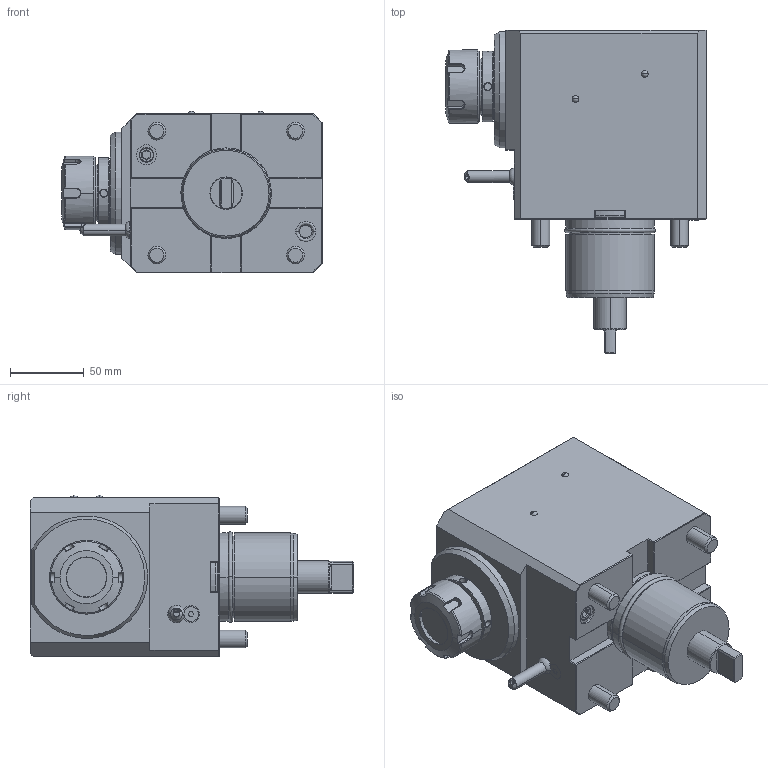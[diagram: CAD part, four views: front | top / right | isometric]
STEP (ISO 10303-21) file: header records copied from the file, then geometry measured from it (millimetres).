
FILE_DESCRIPTION((''),'2;1');
FILE_NAME('NGT2_60_201_32_1_3_90_MS','2018-11-15T',('vali'),('NOVA GRUP'),'PRO/ENGINEER BY PARAMETRIC TECHNOLOGY CORPORATION, 2010280','PRO/ENGINEER BY PARAMETRIC TECHNOLOGY CORPORATION, 2010280','');
FILE_SCHEMA(('CONFIG_CONTROL_DESIGN'));
Length unit declared in the file: millimetre
Products named in the file (1): NGT2_60_201_32_1_3_90_MS
Bounding box: 176.3 x 219 x 109.6 mm (x, y, z)
Volume: 2060484.4 mm3; surface area: 121261 mm2
Topology: 2 solids, 2 shells, 326 faces, 791 edges, 483 vertices
Faces by surface type: plane 142, cylinder 88, cone 42, bspline 28, torus 20, sphere 6
Entity records: 13319 total; most frequent: CARTESIAN_POINT 5919, ORIENTED_EDGE 1574, DIRECTION 1440, EDGE_CURVE 787, AXIS2_PLACEMENT_3D 519, VERTEX_POINT 483, VECTOR 402, LINE 402
